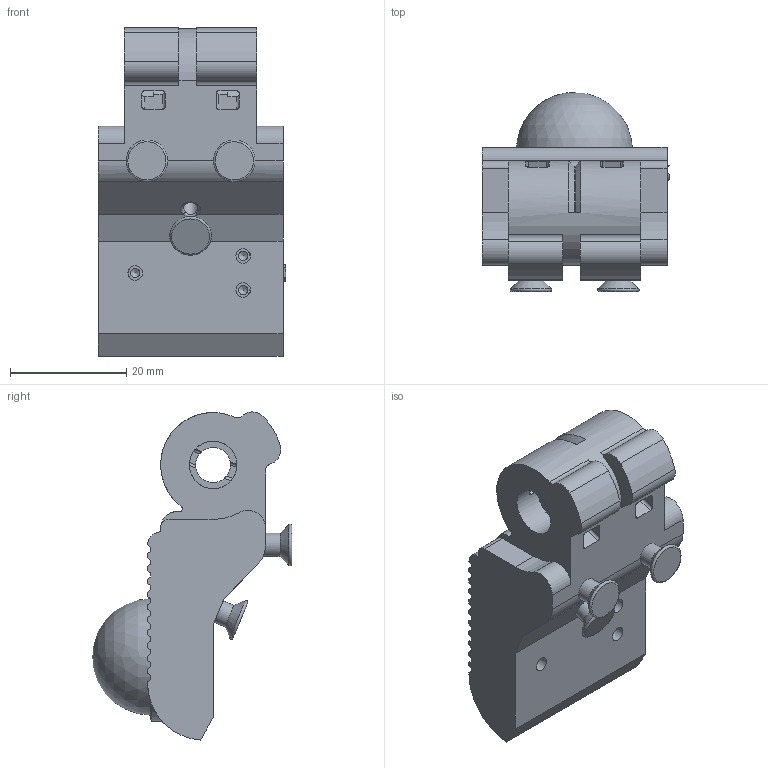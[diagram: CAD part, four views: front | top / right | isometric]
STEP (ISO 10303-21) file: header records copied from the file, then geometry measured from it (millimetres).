
FILE_DESCRIPTION(/* description */ (''),/* implementation_level */ '2;1');
FILE_NAME(/* name */ '50836e08-b33d-43f1-a3a3-35b79fcebed2.stp',/* time_stamp */ '2017-09-04T07:56:39+00:00',/* author */ (''),/* organization */ (''),/* preprocessor_version */ 'ST-DEVELOPER v16.13',/* originating_system */ 'Autodesk Translation Framework v6.1.1.50',/* authorisation */ '');
FILE_SCHEMA (('AUTOMOTIVE_DESIGN { 1 0 10303 214 3 1 1 }'));
Length unit declared in the file: millimetre
Products named in the file (9): m2hand_complete.ver3 v2 v24; Tip finger; OMD-20-Sx-CAD v5; STV1; Component4; StraightCable; Component5; D20_dome_black; Component6
Assembly tree (8 placements, depth 4):
  m2hand_complete.ver3 v2 v24
    Tip finger
    OMD-20-Sx-CAD v5
      STV1
        Component4
      StraightCable
        Component5
      D20_dome_black
        Component6
Bounding box: 32.24 x 34.25 x 56.35 mm (x, y, z)
Volume: 22601.1 mm3; surface area: 9870.7 mm2
Topology: 2 solids, 3 shells, 302 faces, 840 edges, 538 vertices
Faces by surface type: plane 133, cylinder 94, cone 56, bspline 13, torus 5, sphere 1
Full cylindrical faces by diameter (mm): 1.5 x4, 1.567 x5, 2.5 x4, 2.8 x2, 4 x3, 6 x1, 8.2 x2, 20 x1, 22 x1
Entity records: 10493 total; most frequent: CARTESIAN_POINT 2776, DIRECTION 1612, ORIENTED_EDGE 1552, EDGE_CURVE 776, AXIS2_PLACEMENT_3D 602, VERTEX_POINT 518, LINE 408, VECTOR 408
